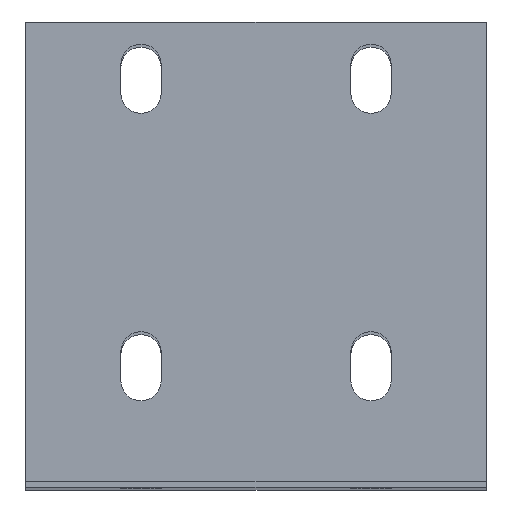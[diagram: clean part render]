
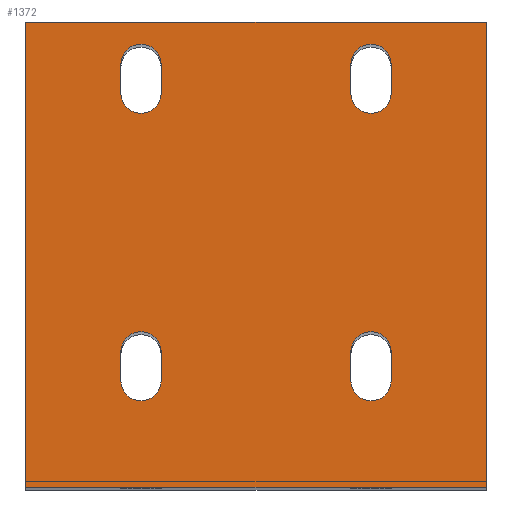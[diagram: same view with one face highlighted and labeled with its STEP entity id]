
A CAD part, top view. The second image highlights one B-rep face of the part: STEP entity #1372.
In plain terms, the highlighted planar face has unit normal (0, 0, 1).
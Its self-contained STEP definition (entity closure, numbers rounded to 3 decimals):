
#58=FACE_BOUND('',#202,.T.);
#59=FACE_BOUND('',#203,.T.);
#60=FACE_BOUND('',#204,.T.);
#61=FACE_BOUND('',#205,.T.);
#102=CIRCLE('',#1502,3.5);
#103=CIRCLE('',#1503,3.5);
#104=CIRCLE('',#1504,3.5);
#105=CIRCLE('',#1505,3.5);
#106=CIRCLE('',#1506,3.5);
#107=CIRCLE('',#1507,3.5);
#108=CIRCLE('',#1508,3.5);
#109=CIRCLE('',#1509,3.5);
#115=FACE_OUTER_BOUND('',#201,.T.);
#201=EDGE_LOOP('',(#988,#989,#990,#991,#992,#993));
#202=EDGE_LOOP('',(#994,#995,#996,#997));
#203=EDGE_LOOP('',(#998,#999,#1000,#1001));
#204=EDGE_LOOP('',(#1002,#1003,#1004,#1005));
#205=EDGE_LOOP('',(#1006,#1007,#1008,#1009));
#298=LINE('',#2045,#442);
#337=LINE('',#2171,#481);
#338=LINE('',#2173,#482);
#339=LINE('',#2175,#483);
#340=LINE('',#2177,#484);
#341=LINE('',#2178,#485);
#342=LINE('',#2183,#486);
#343=LINE('',#2186,#487);
#344=LINE('',#2191,#488);
#345=LINE('',#2194,#489);
#346=LINE('',#2199,#490);
#347=LINE('',#2202,#491);
#348=LINE('',#2207,#492);
#349=LINE('',#2210,#493);
#442=VECTOR('',#1642,10.);
#481=VECTOR('',#1735,10.);
#482=VECTOR('',#1736,10.);
#483=VECTOR('',#1737,10.);
#484=VECTOR('',#1738,10.);
#485=VECTOR('',#1739,10.);
#486=VECTOR('',#1742,10.);
#487=VECTOR('',#1745,10.);
#488=VECTOR('',#1748,10.);
#489=VECTOR('',#1751,10.);
#490=VECTOR('',#1754,10.);
#491=VECTOR('',#1757,10.);
#492=VECTOR('',#1760,10.);
#493=VECTOR('',#1763,10.);
#601=VERTEX_POINT('',#2042);
#602=VERTEX_POINT('',#2044);
#662=VERTEX_POINT('',#2170);
#663=VERTEX_POINT('',#2172);
#664=VERTEX_POINT('',#2174);
#665=VERTEX_POINT('',#2176);
#666=VERTEX_POINT('',#2179);
#667=VERTEX_POINT('',#2180);
#668=VERTEX_POINT('',#2182);
#669=VERTEX_POINT('',#2184);
#670=VERTEX_POINT('',#2187);
#671=VERTEX_POINT('',#2188);
#672=VERTEX_POINT('',#2190);
#673=VERTEX_POINT('',#2192);
#674=VERTEX_POINT('',#2195);
#675=VERTEX_POINT('',#2196);
#676=VERTEX_POINT('',#2198);
#677=VERTEX_POINT('',#2200);
#678=VERTEX_POINT('',#2203);
#679=VERTEX_POINT('',#2204);
#680=VERTEX_POINT('',#2206);
#681=VERTEX_POINT('',#2208);
#730=EDGE_CURVE('',#602,#601,#298,.T.);
#793=EDGE_CURVE('',#662,#601,#337,.T.);
#794=EDGE_CURVE('',#663,#662,#338,.T.);
#795=EDGE_CURVE('',#664,#663,#339,.T.);
#796=EDGE_CURVE('',#664,#665,#340,.T.);
#797=EDGE_CURVE('',#665,#602,#341,.T.);
#798=EDGE_CURVE('',#666,#667,#102,.T.);
#799=EDGE_CURVE('',#667,#668,#342,.T.);
#800=EDGE_CURVE('',#668,#669,#103,.T.);
#801=EDGE_CURVE('',#669,#666,#343,.T.);
#802=EDGE_CURVE('',#670,#671,#104,.T.);
#803=EDGE_CURVE('',#671,#672,#344,.T.);
#804=EDGE_CURVE('',#672,#673,#105,.T.);
#805=EDGE_CURVE('',#673,#670,#345,.T.);
#806=EDGE_CURVE('',#674,#675,#106,.T.);
#807=EDGE_CURVE('',#675,#676,#346,.T.);
#808=EDGE_CURVE('',#676,#677,#107,.T.);
#809=EDGE_CURVE('',#677,#674,#347,.T.);
#810=EDGE_CURVE('',#678,#679,#108,.T.);
#811=EDGE_CURVE('',#679,#680,#348,.T.);
#812=EDGE_CURVE('',#680,#681,#109,.T.);
#813=EDGE_CURVE('',#681,#678,#349,.T.);
#988=ORIENTED_EDGE('',*,*,#793,.F.);
#989=ORIENTED_EDGE('',*,*,#794,.F.);
#990=ORIENTED_EDGE('',*,*,#795,.F.);
#991=ORIENTED_EDGE('',*,*,#796,.T.);
#992=ORIENTED_EDGE('',*,*,#797,.T.);
#993=ORIENTED_EDGE('',*,*,#730,.T.);
#994=ORIENTED_EDGE('',*,*,#798,.T.);
#995=ORIENTED_EDGE('',*,*,#799,.T.);
#996=ORIENTED_EDGE('',*,*,#800,.T.);
#997=ORIENTED_EDGE('',*,*,#801,.T.);
#998=ORIENTED_EDGE('',*,*,#802,.T.);
#999=ORIENTED_EDGE('',*,*,#803,.T.);
#1000=ORIENTED_EDGE('',*,*,#804,.T.);
#1001=ORIENTED_EDGE('',*,*,#805,.T.);
#1002=ORIENTED_EDGE('',*,*,#806,.T.);
#1003=ORIENTED_EDGE('',*,*,#807,.T.);
#1004=ORIENTED_EDGE('',*,*,#808,.T.);
#1005=ORIENTED_EDGE('',*,*,#809,.T.);
#1006=ORIENTED_EDGE('',*,*,#810,.T.);
#1007=ORIENTED_EDGE('',*,*,#811,.T.);
#1008=ORIENTED_EDGE('',*,*,#812,.T.);
#1009=ORIENTED_EDGE('',*,*,#813,.T.);
#1263=PLANE('',#1501);
#1372=ADVANCED_FACE('',(#115,#58,#59,#60,#61),#1263,.F.);
#1501=AXIS2_PLACEMENT_3D('',#2169,#1733,#1734);
#1502=AXIS2_PLACEMENT_3D('',#2181,#1740,#1741);
#1503=AXIS2_PLACEMENT_3D('',#2185,#1743,#1744);
#1504=AXIS2_PLACEMENT_3D('',#2189,#1746,#1747);
#1505=AXIS2_PLACEMENT_3D('',#2193,#1749,#1750);
#1506=AXIS2_PLACEMENT_3D('',#2197,#1752,#1753);
#1507=AXIS2_PLACEMENT_3D('',#2201,#1755,#1756);
#1508=AXIS2_PLACEMENT_3D('',#2205,#1758,#1759);
#1509=AXIS2_PLACEMENT_3D('',#2209,#1761,#1762);
#1642=DIRECTION('',(1.,0.,0.));
#1733=DIRECTION('center_axis',(0.,0.,
-1.));
#1734=DIRECTION('ref_axis',(0.,1.,0.));
#1735=DIRECTION('',(0.,-1.,0.));
#1736=DIRECTION('',(0.,-1.,0.));
#1737=DIRECTION('',(1.,0.,0.));
#1738=DIRECTION('',(0.,-1.,0.));
#1739=DIRECTION('',(0.,-1.,0.));
#1740=DIRECTION('center_axis',(0.,0.,
-1.));
#1741=DIRECTION('ref_axis',(-1.,0.,0.));
#1742=DIRECTION('',(0.,1.,0.));
#1743=DIRECTION('center_axis',(0.,0.,
-1.));
#1744=DIRECTION('ref_axis',(1.,0.,0.));
#1745=DIRECTION('',(0.,-1.,0.));
#1746=DIRECTION('center_axis',(0.,0.,
-1.));
#1747=DIRECTION('ref_axis',(-1.,0.,0.));
#1748=DIRECTION('',(0.,1.,0.));
#1749=DIRECTION('center_axis',(0.,0.,
-1.));
#1750=DIRECTION('ref_axis',(1.,0.,0.));
#1751=DIRECTION('',(0.,-1.,0.));
#1752=DIRECTION('center_axis',(0.,0.,
-1.));
#1753=DIRECTION('ref_axis',(1.,0.,0.));
#1754=DIRECTION('',(0.,1.,0.));
#1755=DIRECTION('center_axis',(0.,0.,
-1.));
#1756=DIRECTION('ref_axis',(-1.,0.,0.));
#1757=DIRECTION('',(0.,-1.,0.));
#1758=DIRECTION('center_axis',(0.,0.,
-1.));
#1759=DIRECTION('ref_axis',(1.,0.,0.));
#1760=DIRECTION('',(0.,1.,0.));
#1761=DIRECTION('center_axis',(0.,0.,
-1.));
#1762=DIRECTION('ref_axis',(-1.,0.,0.));
#1763=DIRECTION('',(0.,-1.,0.));
#2042=CARTESIAN_POINT('',(40.,0.,148.369));
#2044=CARTESIAN_POINT('',(-40.,0.,148.369));
#2045=CARTESIAN_POINT('',(0.,0.,148.369));
#2169=CARTESIAN_POINT('Origin',(0.,-333.881,
148.369));
#2170=CARTESIAN_POINT('',(40.,2.,148.369));
#2171=CARTESIAN_POINT('',(40.,-167.815,148.369));
#2172=CARTESIAN_POINT('',(40.,80.869,148.369));
#2173=CARTESIAN_POINT('',(40.,0.369,148.369));
#2174=CARTESIAN_POINT('',(-40.,80.869,148.369));
#2175=CARTESIAN_POINT('',(-40.,80.869,148.369));
#2176=CARTESIAN_POINT('',(-40.,2.,148.369));
#2177=CARTESIAN_POINT('',(-40.,0.369,148.369));
#2178=CARTESIAN_POINT('',(-40.,-165.94,148.369));
#2179=CARTESIAN_POINT('',(23.5,68.5,148.369));
#2180=CARTESIAN_POINT('',(16.5,68.5,148.369));
#2181=CARTESIAN_POINT('Origin',(20.,68.5,148.369));
#2182=CARTESIAN_POINT('',(16.5,73.5,148.369));
#2183=CARTESIAN_POINT('',(16.5,-132.69,148.369));
#2184=CARTESIAN_POINT('',(23.5,73.5,148.369));
#2185=CARTESIAN_POINT('Origin',(20.,73.5,148.369));
#2186=CARTESIAN_POINT('',(23.5,-130.19,148.369));
#2187=CARTESIAN_POINT('',(-16.5,68.5,148.369));
#2188=CARTESIAN_POINT('',(-23.5,68.5,148.369));
#2189=CARTESIAN_POINT('Origin',(-20.,68.5,148.369));
#2190=CARTESIAN_POINT('',(-23.5,73.5,148.369));
#2191=CARTESIAN_POINT('',(-23.5,-132.69,148.369));
#2192=CARTESIAN_POINT('',(-16.5,73.5,148.369));
#2193=CARTESIAN_POINT('Origin',(-20.,73.5,148.369));
#2194=CARTESIAN_POINT('',(-16.5,-130.19,148.369));
#2195=CARTESIAN_POINT('',(-16.5,18.5,148.369));
#2196=CARTESIAN_POINT('',(-23.5,18.5,148.369));
#2197=CARTESIAN_POINT('Origin',(-20.,18.5,148.369));
#2198=CARTESIAN_POINT('',(-23.5,23.5,148.369));
#2199=CARTESIAN_POINT('',(-23.5,-155.19,148.369));
#2200=CARTESIAN_POINT('',(-16.5,23.5,148.369));
#2201=CARTESIAN_POINT('Origin',(-20.,23.5,148.369));
#2202=CARTESIAN_POINT('',(-16.5,-157.69,148.369));
#2203=CARTESIAN_POINT('',(23.5,18.5,148.369));
#2204=CARTESIAN_POINT('',(16.5,18.5,148.369));
#2205=CARTESIAN_POINT('Origin',(20.,18.5,148.369));
#2206=CARTESIAN_POINT('',(16.5,23.5,148.369));
#2207=CARTESIAN_POINT('',(16.5,-155.19,148.369));
#2208=CARTESIAN_POINT('',(23.5,23.5,148.369));
#2209=CARTESIAN_POINT('Origin',(20.,23.5,148.369));
#2210=CARTESIAN_POINT('',(23.5,-157.69,148.369));
